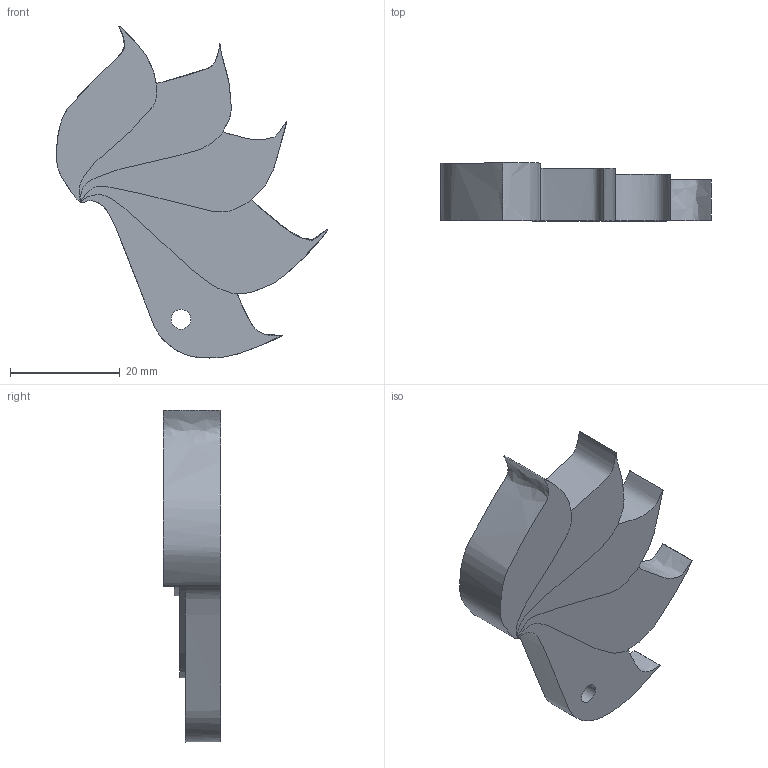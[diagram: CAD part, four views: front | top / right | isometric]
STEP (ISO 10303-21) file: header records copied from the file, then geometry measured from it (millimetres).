
FILE_DESCRIPTION(/* description */ (''),/* implementation_level */ '2;1');
FILE_NAME(/* name */ 'Kehillah Logo Keychain.stp',/* time_stamp */ '2015-02-03T22:25:01-08:00',/* author */ (''),/* organization */ (''),/* preprocessor_version */ 'ST-DEVELOPER v16',/* originating_system */ 'Autodesk Translator Framework v4.0.0.4510',/* authorisation */ '');
FILE_SCHEMA (('AUTOMOTIVE_DESIGN { 1 0 10303 214 3 1 1 }'));
Length unit declared in the file: centimetre
Products named in the file (1): Kehillah Logo v6
Bounding box: 49.4 x 10.5 x 60.53 mm (x, y, z)
Volume: 12335.4 mm3; surface area: 7010.2 mm2
Topology: 5 solids, 5 shells, 36 faces, 74 edges, 43 vertices
Faces by surface type: bspline 25, plane 10, cylinder 1
Full cylindrical faces by diameter (mm): 3.6 x1
Entity records: 4321 total; most frequent: CARTESIAN_POINT 3784, ORIENTED_EDGE 154, EDGE_CURVE 72, DIRECTION 48, VERTEX_POINT 42, EDGE_LOOP 39, FACE_OUTER_BOUND 36, ADVANCED_FACE 36
